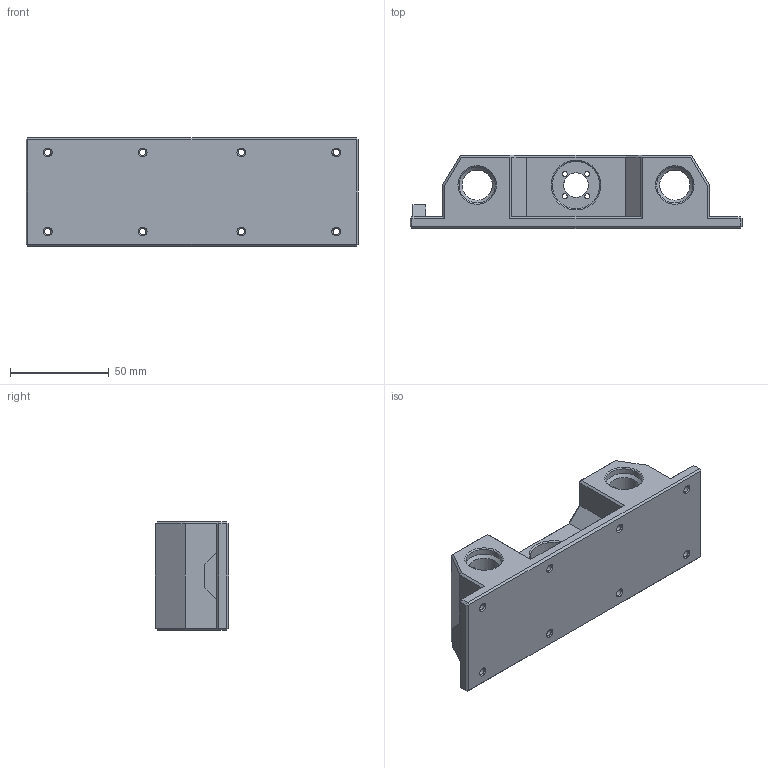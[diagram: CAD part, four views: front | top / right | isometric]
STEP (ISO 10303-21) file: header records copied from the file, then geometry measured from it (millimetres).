
FILE_DESCRIPTION(('FreeCAD Model'),'2;1');
FILE_NAME('Open CASCADE Shape Model','2024-06-11T13:08:58',(''),(''), 'Open CASCADE STEP processor 7.6','FreeCAD','Unknown');
FILE_SCHEMA(('AUTOMOTIVE_DESIGN { 1 0 10303 214 1 1 1 1 }'));
Length unit declared in the file: millimetre
Products named in the file (1): Y-Sled
Bounding box: 168 x 37 x 55 mm (x, y, z)
Volume: 182528 mm3; surface area: 42003.1 mm2
Topology: 1 solids, 1 shells, 167 faces, 394 edges, 227 vertices
Faces by surface type: plane 95, cone 39, cylinder 33
Full cylindrical faces by diameter (mm): 2.5 x8, 3.3 x8, 12.4 x1, 15.3 x4, 18.3 x6, 22 x1, 24 x1
Entity records: 5614 total; most frequent: CARTESIAN_POINT 1689, DIRECTION 810, ORIENTED_EDGE 788, EDGE_CURVE 394, LINE 282, VECTOR 282, AXIS2_PLACEMENT_3D 264, VERTEX_POINT 227
